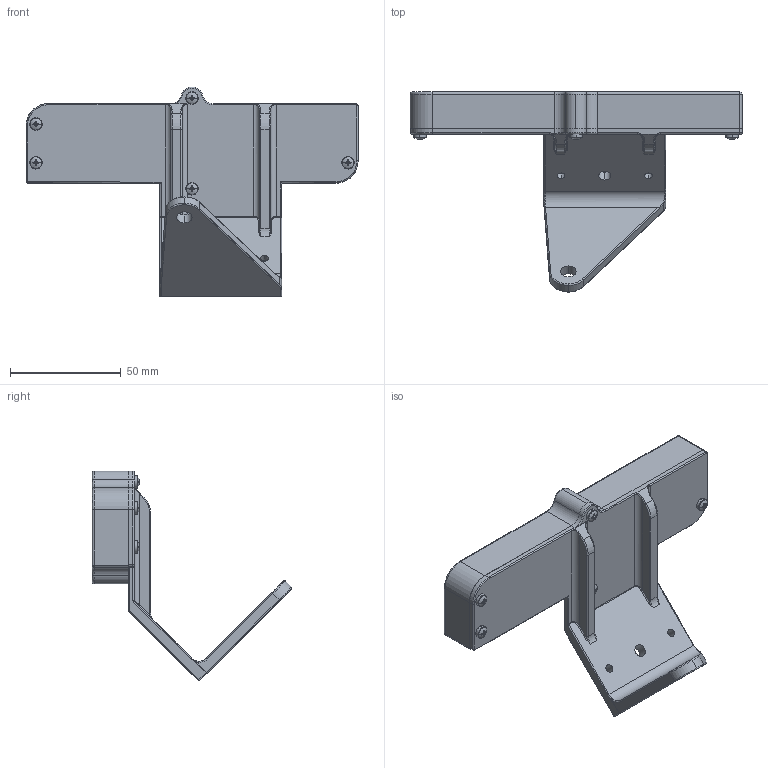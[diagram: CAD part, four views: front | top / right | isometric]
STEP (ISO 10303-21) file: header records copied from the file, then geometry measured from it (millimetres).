
FILE_DESCRIPTION (( 'STEP AP214' ), '1' );
FILE_NAME ('ButtonMount_v1.1.STEP', '2022-02-23T07:40:35', ( '' ), ( '' ), 'SwSTEP 2.0', 'SolidWorks 2020', '' );
FILE_SCHEMA (( 'AUTOMOTIVE_DESIGN' ));
Length unit declared in the file: millimetre
Products named in the file (4): ButtonMount_v1.1; Bottom_v1.1; pan head cross recess screw_iso_ISO 7045 - M3 x 8 - Z - 8N; Top_v1.1
Assembly tree (7 placements, depth 2):
  ButtonMount_v1.1
    Top_v1.1
    Bottom_v1.1
    pan head cross recess screw_iso_ISO 7045 - M3 x 8 - Z - 8N  x5
Bounding box: 150 x 90.33 x 94.86 mm (x, y, z)
Volume: 69378.6 mm3; surface area: 44167.3 mm2
Topology: 7 solids, 7 shells, 474 faces, 1141 edges, 675 vertices
Faces by surface type: plane 182, cylinder 133, cone 65, torus 60, sphere 17, bspline 17
Entity records: 9354 total; most frequent: CARTESIAN_POINT 2122, DIRECTION 1586, ORIENTED_EDGE 1440, EDGE_CURVE 720, AXIS2_PLACEMENT_3D 631, VERTEX_POINT 433, CIRCLE 336, EDGE_LOOP 331
